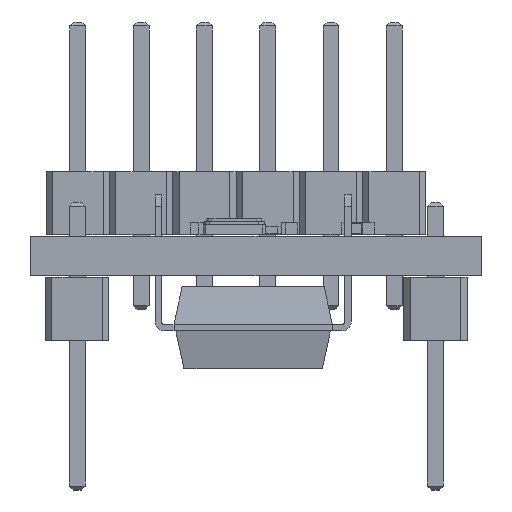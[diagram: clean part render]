
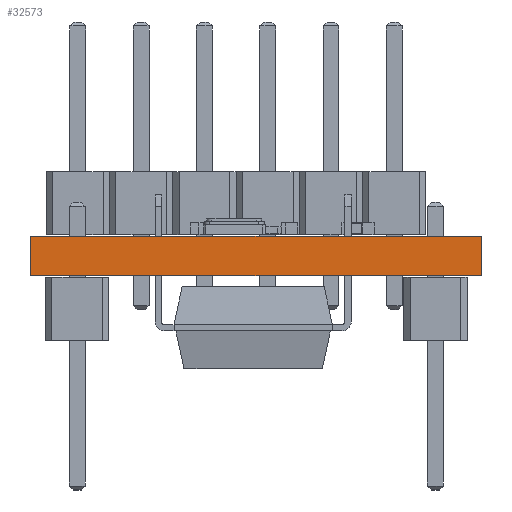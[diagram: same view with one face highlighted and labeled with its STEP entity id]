
A CAD part, front view. The second image highlights one B-rep face of the part: STEP entity #32573.
In plain terms, the highlighted planar face has unit normal (0, -1, 0).
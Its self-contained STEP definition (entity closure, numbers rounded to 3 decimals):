
#32573 = ADVANCED_FACE('',(#32574),#32608,.T.);
#32574 = FACE_BOUND('',#32575,.T.);
#32575 = EDGE_LOOP('',(#32576,#32586,#32594,#32602));
#32576 = ORIENTED_EDGE('',*,*,#32577,.T.);
#32577 = EDGE_CURVE('',#32578,#32580,#32582,.T.);
#32578 = VERTEX_POINT('',#32579);
#32579 = CARTESIAN_POINT('',(122.885,-75.032,0.));
#32580 = VERTEX_POINT('',#32581);
#32581 = CARTESIAN_POINT('',(122.885,-75.032,1.6));
#32582 = LINE('',#32583,#32584);
#32583 = CARTESIAN_POINT('',(122.885,-75.032,0.));
#32584 = VECTOR('',#32585,1.);
#32585 = DIRECTION('',(0.,0.,1.));
#32586 = ORIENTED_EDGE('',*,*,#32587,.T.);
#32587 = EDGE_CURVE('',#32580,#32588,#32590,.T.);
#32588 = VERTEX_POINT('',#32589);
#32589 = CARTESIAN_POINT('',(104.826,-75.032,1.6));
#32590 = LINE('',#32591,#32592);
#32591 = CARTESIAN_POINT('',(122.885,-75.032,1.6));
#32592 = VECTOR('',#32593,1.);
#32593 = DIRECTION('',(-1.,0.,0.));
#32594 = ORIENTED_EDGE('',*,*,#32595,.F.);
#32595 = EDGE_CURVE('',#32596,#32588,#32598,.T.);
#32596 = VERTEX_POINT('',#32597);
#32597 = CARTESIAN_POINT('',(104.826,-75.032,0.));
#32598 = LINE('',#32599,#32600);
#32599 = CARTESIAN_POINT('',(104.826,-75.032,0.));
#32600 = VECTOR('',#32601,1.);
#32601 = DIRECTION('',(0.,0.,1.));
#32602 = ORIENTED_EDGE('',*,*,#32603,.F.);
#32603 = EDGE_CURVE('',#32578,#32596,#32604,.T.);
#32604 = LINE('',#32605,#32606);
#32605 = CARTESIAN_POINT('',(122.885,-75.032,0.));
#32606 = VECTOR('',#32607,1.);
#32607 = DIRECTION('',(-1.,0.,0.));
#32608 = PLANE('',#32609);
#32609 = AXIS2_PLACEMENT_3D('',#32610,#32611,#32612);
#32610 = CARTESIAN_POINT('',(122.885,-75.032,0.));
#32611 = DIRECTION('',(0.,-1.,0.));
#32612 = DIRECTION('',(-1.,0.,0.));
